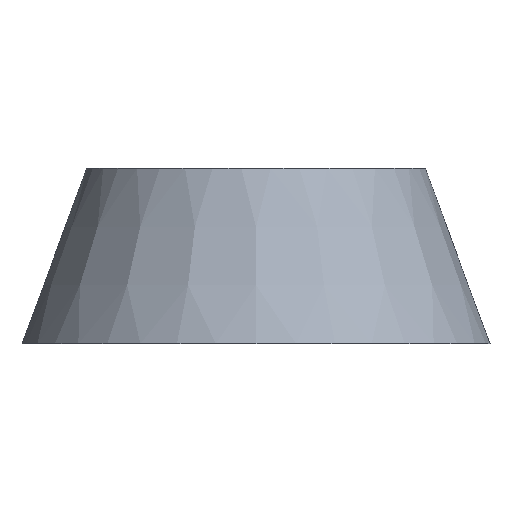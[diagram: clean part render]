
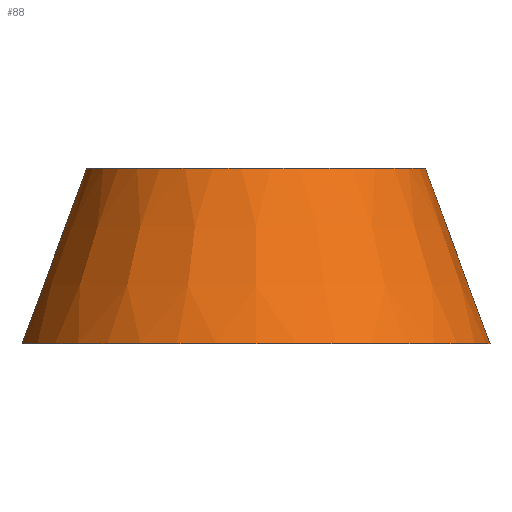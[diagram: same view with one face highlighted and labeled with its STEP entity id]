
A CAD part, front view. The second image highlights one B-rep face of the part: STEP entity #88.
In plain terms, the highlighted conical face has half-angle 20.136 degrees and reference radius 10 mm.
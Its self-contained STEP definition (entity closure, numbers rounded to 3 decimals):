
#15 = B_SPLINE_CURVE_WITH_KNOTS ( 'NONE', 3,
 ( #371, #176, #33, #643 ),
 .UNSPECIFIED., .F., .F.,
 ( 4, 4 ),
 ( 0., 0.008 ),
 .UNSPECIFIED. ) ;
#20 = FACE_OUTER_BOUND ( 'NONE', #568, .T. ) ;
#23 = EDGE_CURVE ( 'NONE', #559, #399, #583, .T. ) ;
#24 = DIRECTION ( 'NONE',  ( 0., 0., -1. ) ) ;
#33 = CARTESIAN_POINT ( 'NONE',  ( 2.1, 7.895, 5.004 ) ) ;
#46 = EDGE_CURVE ( 'NONE', #501, #559, #15, .T. ) ;
#85 = CARTESIAN_POINT ( 'NONE',  ( -2.1, 8.838, 2.503 ) ) ;
#88 = ADVANCED_FACE ( 'NONE', ( #20 ), #748, .T. ) ;
#99 = DIRECTION ( 'NONE',  ( 0., 0., -1. ) ) ;
#121 = CARTESIAN_POINT ( 'NONE',  ( 0., 0., 0. ) ) ;
#122 = CARTESIAN_POINT ( 'NONE',  ( 2.1, 9.777, 0. ) ) ;
#140 = AXIS2_PLACEMENT_3D ( 'NONE', #849, #99, #439 ) ;
#157 = CARTESIAN_POINT ( 'NONE',  ( -2.1, 7.895, 5.004 ) ) ;
#176 = CARTESIAN_POINT ( 'NONE',  ( 2.1, 8.838, 2.503 ) ) ;
#222 = CARTESIAN_POINT ( 'NONE',  ( 2.1, 6.939, 7.5 ) ) ;
#224 = CARTESIAN_POINT ( 'NONE',  ( -2.1, 9.777, 0. ) ) ;
#278 = EDGE_CURVE ( 'NONE', #613, #501, #727, .T. ) ;
#360 = AXIS2_PLACEMENT_3D ( 'NONE', #121, #661, #790 ) ;
#362 = CARTESIAN_POINT ( 'NONE',  ( -2.1, 9.777, 0. ) ) ;
#371 = CARTESIAN_POINT ( 'NONE',  ( 2.1, 9.777, 0. ) ) ;
#374 = DIRECTION ( 'NONE',  ( 0., 1., 0. ) ) ;
#395 = CARTESIAN_POINT ( 'NONE',  ( -2.1, 6.939, 7.5 ) ) ;
#399 = VERTEX_POINT ( 'NONE', #395 ) ;
#403 = ORIENTED_EDGE ( 'NONE', *, *, #46, .T. ) ;
#439 = DIRECTION ( 'NONE',  ( 0., 1., 0. ) ) ;
#463 = AXIS2_PLACEMENT_3D ( 'NONE', #711, #24, #374 ) ;
#501 = VERTEX_POINT ( 'NONE', #122 ) ;
#551 = ORIENTED_EDGE ( 'NONE', *, *, #278, .T. ) ;
#559 = VERTEX_POINT ( 'NONE', #222 ) ;
#568 = EDGE_LOOP ( 'NONE', ( #714, #551, #403, #601 ) ) ;
#583 = CIRCLE ( 'NONE', #463, 7.25 ) ;
#601 = ORIENTED_EDGE ( 'NONE', *, *, #23, .T. ) ;
#607 = B_SPLINE_CURVE_WITH_KNOTS ( 'NONE', 3,
 ( #841, #157, #85, #362 ),
 .UNSPECIFIED., .F., .F.,
 ( 4, 4 ),
 ( 0., 0.008 ),
 .UNSPECIFIED. ) ;
#613 = VERTEX_POINT ( 'NONE', #224 ) ;
#627 = EDGE_CURVE ( 'NONE', #399, #613, #607, .T. ) ;
#643 = CARTESIAN_POINT ( 'NONE',  ( 2.1, 6.939, 7.5 ) ) ;
#661 = DIRECTION ( 'NONE',  ( 0., 0., 1. ) ) ;
#711 = CARTESIAN_POINT ( 'NONE',  ( 0., 0., 7.5 ) ) ;
#714 = ORIENTED_EDGE ( 'NONE', *, *, #627, .T. ) ;
#727 = CIRCLE ( 'NONE', #360, 10. ) ;
#748 = CONICAL_SURFACE ( 'NONE', #140, 10., 0.351 ) ;
#790 = DIRECTION ( 'NONE',  ( 0., 1., 0. ) ) ;
#841 = CARTESIAN_POINT ( 'NONE',  ( -2.1, 6.939, 7.5 ) ) ;
#849 = CARTESIAN_POINT ( 'NONE',  ( 0., 0., 0. ) ) ;
